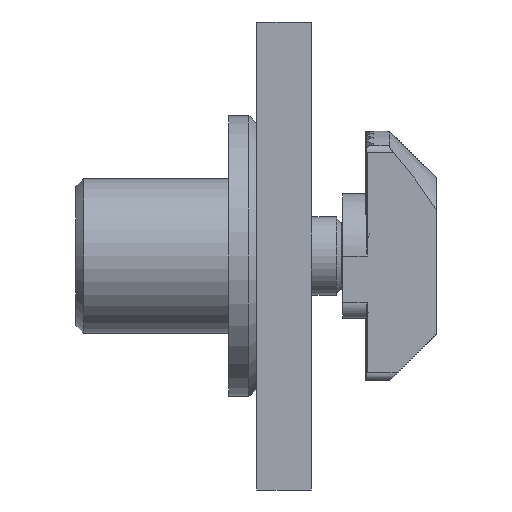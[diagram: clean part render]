
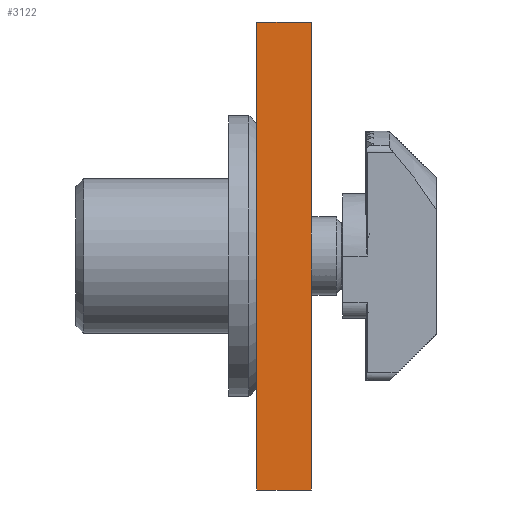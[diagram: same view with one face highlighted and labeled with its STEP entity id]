
A CAD part, left-side view. The second image highlights one B-rep face of the part: STEP entity #3122.
In plain terms, the highlighted planar face has unit normal (-1, 0, 0).
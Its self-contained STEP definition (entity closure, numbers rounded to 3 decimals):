
#269 = EDGE_CURVE ( 'NONE', #6254, #604, #3162, .T. ) ;
#340 = VECTOR ( 'NONE', #5963, 1000. ) ;
#379 = CARTESIAN_POINT ( 'NONE',  ( -35.5, 1.75, -14.5 ) ) ;
#421 = DIRECTION ( 'NONE',  ( 0., 0., 1. ) ) ;
#526 = CARTESIAN_POINT ( 'NONE',  ( -35.5, 1.75, 15. ) ) ;
#604 = VERTEX_POINT ( 'NONE', #6167 ) ;
#704 = LINE ( 'NONE', #3977, #5078 ) ;
#1075 = PLANE ( 'NONE',  #5710 ) ;
#1091 = EDGE_LOOP ( 'NONE', ( #2704, #4154, #4744, #6645 ) ) ;
#1117 = CARTESIAN_POINT ( 'NONE',  ( -35.5, 1.75, -14.5 ) ) ;
#1603 = CARTESIAN_POINT ( 'NONE',  ( -35.5, 1.75, -15. ) ) ;
#1829 = EDGE_CURVE ( 'NONE', #4798, #2330, #6484, .T. ) ;
#1833 = VECTOR ( 'NONE', #2490, 1000. ) ;
#2195 = CARTESIAN_POINT ( 'NONE',  ( -35.5, -1.75, -15. ) ) ;
#2265 = VECTOR ( 'NONE', #4616, 1000. ) ;
#2315 = EDGE_CURVE ( 'NONE', #6254, #4798, #704, .T. ) ;
#2330 = VERTEX_POINT ( 'NONE', #526 ) ;
#2490 = DIRECTION ( 'NONE',  ( 0., 0., 1. ) ) ;
#2704 = ORIENTED_EDGE ( 'NONE', *, *, #2315, .T. ) ;
#3093 = DIRECTION ( 'NONE',  ( 1., 0., 0. ) ) ;
#3122 = ADVANCED_FACE ( 'NONE', ( #4900 ), #1075, .F. ) ;
#3162 = LINE ( 'NONE', #1603, #2265 ) ;
#3977 = CARTESIAN_POINT ( 'NONE',  ( -35.5, -1.75, 14.5 ) ) ;
#4154 = ORIENTED_EDGE ( 'NONE', *, *, #1829, .T. ) ;
#4156 = EDGE_CURVE ( 'NONE', #604, #2330, #5651, .T. ) ;
#4616 = DIRECTION ( 'NONE',  ( 0., 1., 0. ) ) ;
#4673 = DIRECTION ( 'NONE',  ( 0., 0., -1. ) ) ;
#4744 = ORIENTED_EDGE ( 'NONE', *, *, #4156, .F. ) ;
#4798 = VERTEX_POINT ( 'NONE', #6250 ) ;
#4900 = FACE_OUTER_BOUND ( 'NONE', #1091, .T. ) ;
#5078 = VECTOR ( 'NONE', #421, 1000. ) ;
#5651 = LINE ( 'NONE', #379, #1833 ) ;
#5710 = AXIS2_PLACEMENT_3D ( 'NONE', #1117, #3093, #4673 ) ;
#5916 = CARTESIAN_POINT ( 'NONE',  ( -35.5, 1.75, 15. ) ) ;
#5963 = DIRECTION ( 'NONE',  ( 0., 1., 0. ) ) ;
#6167 = CARTESIAN_POINT ( 'NONE',  ( -35.5, 1.75, -15. ) ) ;
#6250 = CARTESIAN_POINT ( 'NONE',  ( -35.5, -1.75, 15. ) ) ;
#6254 = VERTEX_POINT ( 'NONE', #2195 ) ;
#6484 = LINE ( 'NONE', #5916, #340 ) ;
#6645 = ORIENTED_EDGE ( 'NONE', *, *, #269, .F. ) ;
